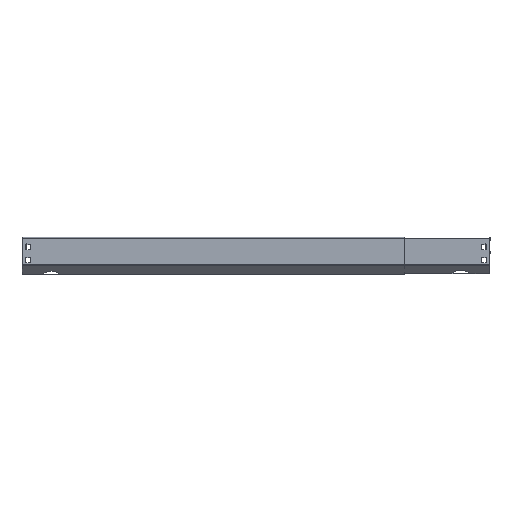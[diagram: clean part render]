
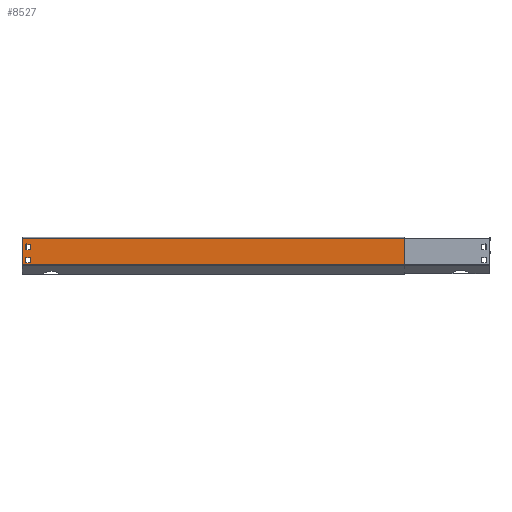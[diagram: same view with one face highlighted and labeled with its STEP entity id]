
A CAD part, top view. The second image highlights one B-rep face of the part: STEP entity #8527.
In plain terms, the highlighted planar face has unit normal (0, 0, 1).
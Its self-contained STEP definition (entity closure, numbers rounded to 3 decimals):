
#164 = LINE ( 'NONE', #7274, #7295 ) ;
#368 = VECTOR ( 'NONE', #10356, 1000. ) ;
#631 = LINE ( 'NONE', #7925, #6791 ) ;
#698 = EDGE_CURVE ( 'NONE', #10548, #1073, #821, .T. ) ;
#761 = ORIENTED_EDGE ( 'NONE', *, *, #988, .T. ) ;
#794 = CARTESIAN_POINT ( 'NONE',  ( -457., 59.5, 70. ) ) ;
#821 = LINE ( 'NONE', #8799, #3192 ) ;
#893 = LINE ( 'NONE', #8120, #4308 ) ;
#952 = ORIENTED_EDGE ( 'NONE', *, *, #1625, .F. ) ;
#988 = EDGE_CURVE ( 'NONE', #8625, #8297, #10198, .T. ) ;
#1038 = DIRECTION ( 'NONE',  ( 0., 1., 0. ) ) ;
#1073 = VERTEX_POINT ( 'NONE', #8354 ) ;
#1187 = EDGE_CURVE ( 'NONE', #1378, #5249, #4199, .T. ) ;
#1378 = VERTEX_POINT ( 'NONE', #10239 ) ;
#1625 = EDGE_CURVE ( 'NONE', #7272, #3301, #8436, .T. ) ;
#1806 = CARTESIAN_POINT ( 'NONE',  ( -445., 28., 70. ) ) ;
#1810 = ORIENTED_EDGE ( 'NONE', *, *, #3018, .F. ) ;
#1851 = EDGE_CURVE ( 'NONE', #3918, #7272, #631, .T. ) ;
#2022 = CARTESIAN_POINT ( 'NONE',  ( 465., 87.2, 70. ) ) ;
#2334 = EDGE_CURVE ( 'NONE', #1073, #8625, #2606, .T. ) ;
#2408 = CARTESIAN_POINT ( 'NONE',  ( -465., 87.2, 70. ) ) ;
#2506 = ORIENTED_EDGE ( 'NONE', *, *, #1851, .F. ) ;
#2606 = LINE ( 'NONE', #9844, #7154 ) ;
#2775 = EDGE_CURVE ( 'NONE', #3301, #8745, #9141, .T. ) ;
#2795 = ORIENTED_EDGE ( 'NONE', *, *, #2334, .T. ) ;
#3018 = EDGE_CURVE ( 'NONE', #7636, #1378, #11155, .T. ) ;
#3192 = VECTOR ( 'NONE', #10460, 1000. ) ;
#3241 = PLANE ( 'NONE',  #9733 ) ;
#3287 = EDGE_CURVE ( 'NONE', #7636, #7815, #10025, .T. ) ;
#3301 = VERTEX_POINT ( 'NONE', #4855 ) ;
#3362 = CARTESIAN_POINT ( 'NONE',  ( 465., 23.246, 70. ) ) ;
#3506 = EDGE_LOOP ( 'NONE', ( #952, #2506, #7016, #6285 ) ) ;
#3554 = VECTOR ( 'NONE', #1038, 1000. ) ;
#3587 = VECTOR ( 'NONE', #5849, 1000. ) ;
#3593 = DIRECTION ( 'NONE',  ( 0., 1., 0. ) ) ;
#3823 = VECTOR ( 'NONE', #8958, 1000. ) ;
#3918 = VERTEX_POINT ( 'NONE', #9591 ) ;
#3967 = EDGE_LOOP ( 'NONE', ( #7881, #2795, #761, #8555 ) ) ;
#4102 = CARTESIAN_POINT ( 'NONE',  ( 465., 90., 70. ) ) ;
#4197 = FACE_BOUND ( 'NONE', #3967, .T. ) ;
#4199 = LINE ( 'NONE', #3362, #10909 ) ;
#4241 = EDGE_LOOP ( 'NONE', ( #1810, #7163, #4647, #7839 ) ) ;
#4308 = VECTOR ( 'NONE', #3593, 1000. ) ;
#4519 = CARTESIAN_POINT ( 'NONE',  ( -465., 23.246, 70. ) ) ;
#4647 = ORIENTED_EDGE ( 'NONE', *, *, #9897, .T. ) ;
#4724 = VECTOR ( 'NONE', #9256, 1000. ) ;
#4855 = CARTESIAN_POINT ( 'NONE',  ( -445., 28., 70. ) ) ;
#4933 = DIRECTION ( 'NONE',  ( 0., -1., 0. ) ) ;
#5208 = CARTESIAN_POINT ( 'NONE',  ( -457., 28., 70. ) ) ;
#5249 = VERTEX_POINT ( 'NONE', #4519 ) ;
#5507 = DIRECTION ( 'NONE',  ( 0., -1., 0. ) ) ;
#5696 = DIRECTION ( 'NONE',  ( 0., -1., 0. ) ) ;
#5699 = CARTESIAN_POINT ( 'NONE',  ( 465., 87.2, 70. ) ) ;
#5847 = DIRECTION ( 'NONE',  ( 0., 0., -1. ) ) ;
#5849 = DIRECTION ( 'NONE',  ( -1., 0., 0. ) ) ;
#5964 = DIRECTION ( 'NONE',  ( -1., 0., 0. ) ) ;
#6101 = DIRECTION ( 'NONE',  ( 0., -1., 0. ) ) ;
#6285 = ORIENTED_EDGE ( 'NONE', *, *, #2775, .F. ) ;
#6766 = LINE ( 'NONE', #11351, #368 ) ;
#6791 = VECTOR ( 'NONE', #6101, 1000. ) ;
#7016 = ORIENTED_EDGE ( 'NONE', *, *, #10656, .F. ) ;
#7154 = VECTOR ( 'NONE', #5696, 1000. ) ;
#7163 = ORIENTED_EDGE ( 'NONE', *, *, #3287, .T. ) ;
#7272 = VERTEX_POINT ( 'NONE', #5208 ) ;
#7274 = CARTESIAN_POINT ( 'NONE',  ( -465., 90., 70. ) ) ;
#7295 = VECTOR ( 'NONE', #5507, 1000. ) ;
#7636 = VERTEX_POINT ( 'NONE', #5699 ) ;
#7660 = CARTESIAN_POINT ( 'NONE',  ( -445., 59.5, 70. ) ) ;
#7777 = DIRECTION ( 'NONE',  ( 0., 1., 0. ) ) ;
#7815 = VERTEX_POINT ( 'NONE', #2408 ) ;
#7839 = ORIENTED_EDGE ( 'NONE', *, *, #1187, .F. ) ;
#7881 = ORIENTED_EDGE ( 'NONE', *, *, #698, .T. ) ;
#7925 = CARTESIAN_POINT ( 'NONE',  ( -457., 28., 70. ) ) ;
#8120 = CARTESIAN_POINT ( 'NONE',  ( -457., 90., 70. ) ) ;
#8297 = VERTEX_POINT ( 'NONE', #794 ) ;
#8354 = CARTESIAN_POINT ( 'NONE',  ( -445., 72.5, 70. ) ) ;
#8436 = LINE ( 'NONE', #9202, #4724 ) ;
#8527 = ADVANCED_FACE ( 'NONE', ( #8647, #4197, #11360 ), #3241, .F. ) ;
#8555 = ORIENTED_EDGE ( 'NONE', *, *, #8684, .T. ) ;
#8585 = CARTESIAN_POINT ( 'NONE',  ( 465., 90., 70. ) ) ;
#8625 = VERTEX_POINT ( 'NONE', #7660 ) ;
#8647 = FACE_BOUND ( 'NONE', #3506, .T. ) ;
#8684 = EDGE_CURVE ( 'NONE', #8297, #10548, #893, .T. ) ;
#8745 = VERTEX_POINT ( 'NONE', #10650 ) ;
#8799 = CARTESIAN_POINT ( 'NONE',  ( 465., 72.5, 70. ) ) ;
#8958 = DIRECTION ( 'NONE',  ( -1., 0., 0. ) ) ;
#9109 = CARTESIAN_POINT ( 'NONE',  ( -457., 72.5, 70. ) ) ;
#9141 = LINE ( 'NONE', #1806, #3554 ) ;
#9202 = CARTESIAN_POINT ( 'NONE',  ( -457., 28., 70. ) ) ;
#9256 = DIRECTION ( 'NONE',  ( 1., 0., 0. ) ) ;
#9270 = VECTOR ( 'NONE', #4933, 1000. ) ;
#9591 = CARTESIAN_POINT ( 'NONE',  ( -457., 41., 70. ) ) ;
#9733 = AXIS2_PLACEMENT_3D ( 'NONE', #8585, #5847, #7777 ) ;
#9844 = CARTESIAN_POINT ( 'NONE',  ( -445., 90., 70. ) ) ;
#9897 = EDGE_CURVE ( 'NONE', #7815, #5249, #164, .T. ) ;
#10025 = LINE ( 'NONE', #2022, #3823 ) ;
#10198 = LINE ( 'NONE', #11009, #3587 ) ;
#10239 = CARTESIAN_POINT ( 'NONE',  ( 465., 23.246, 70. ) ) ;
#10356 = DIRECTION ( 'NONE',  ( -1., 0., 0. ) ) ;
#10460 = DIRECTION ( 'NONE',  ( 1., 0., 0. ) ) ;
#10548 = VERTEX_POINT ( 'NONE', #9109 ) ;
#10650 = CARTESIAN_POINT ( 'NONE',  ( -445., 41., 70. ) ) ;
#10656 = EDGE_CURVE ( 'NONE', #8745, #3918, #6766, .T. ) ;
#10909 = VECTOR ( 'NONE', #5964, 1000. ) ;
#11009 = CARTESIAN_POINT ( 'NONE',  ( 465., 59.5, 70. ) ) ;
#11155 = LINE ( 'NONE', #4102, #9270 ) ;
#11351 = CARTESIAN_POINT ( 'NONE',  ( -457., 41., 70. ) ) ;
#11360 = FACE_OUTER_BOUND ( 'NONE', #4241, .T. ) ;
